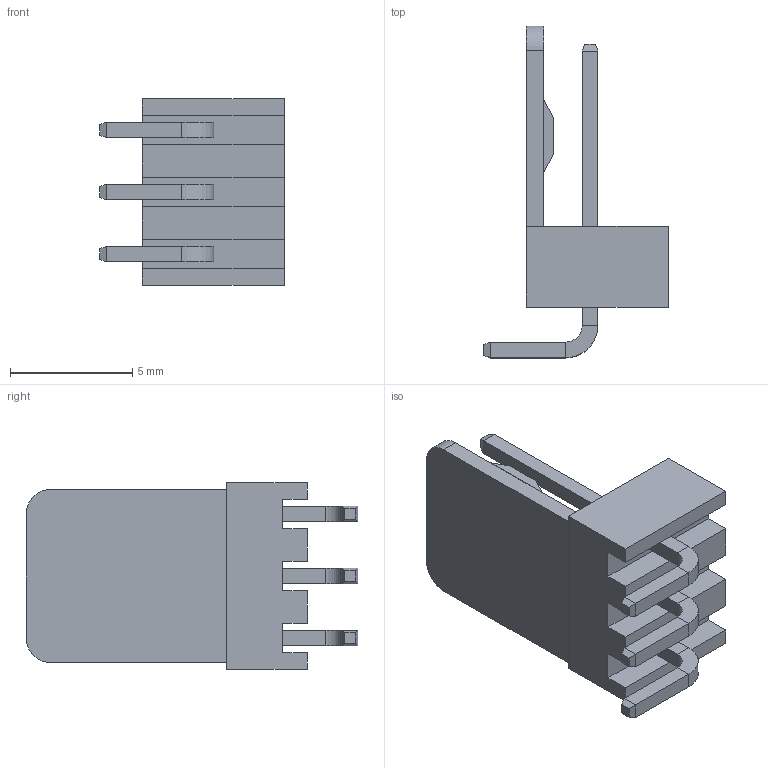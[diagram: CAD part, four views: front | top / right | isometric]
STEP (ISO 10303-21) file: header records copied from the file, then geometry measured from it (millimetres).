
FILE_DESCRIPTION (( 'STEP AP214' ), '1' );
FILE_NAME ('DS1070-3_MR.STEP', '2021-04-01T10:19:09', ( '' ), ( '' ), 'SwSTEP 2.0', 'SolidWorks 2020', '' );
FILE_SCHEMA (( 'AUTOMOTIVE_DESIGN' ));
Length unit declared in the file: millimetre
Products named in the file (1): DS1070-3_MR
Bounding box: 7.55 x 13.57 x 7.62 mm (x, y, z)
Volume: 191.7 mm3; surface area: 513.1 mm2
Topology: 6 solids, 6 shells, 98 faces, 210 edges, 124 vertices
Faces by surface type: plane 90, cylinder 8
Entity records: 3109 total; most frequent: CARTESIAN_POINT 433, DIRECTION 424, ORIENTED_EDGE 420, EDGE_CURVE 210, LINE 194, VECTOR 194, VERTEX_POINT 124, AXIS2_PLACEMENT_3D 115
